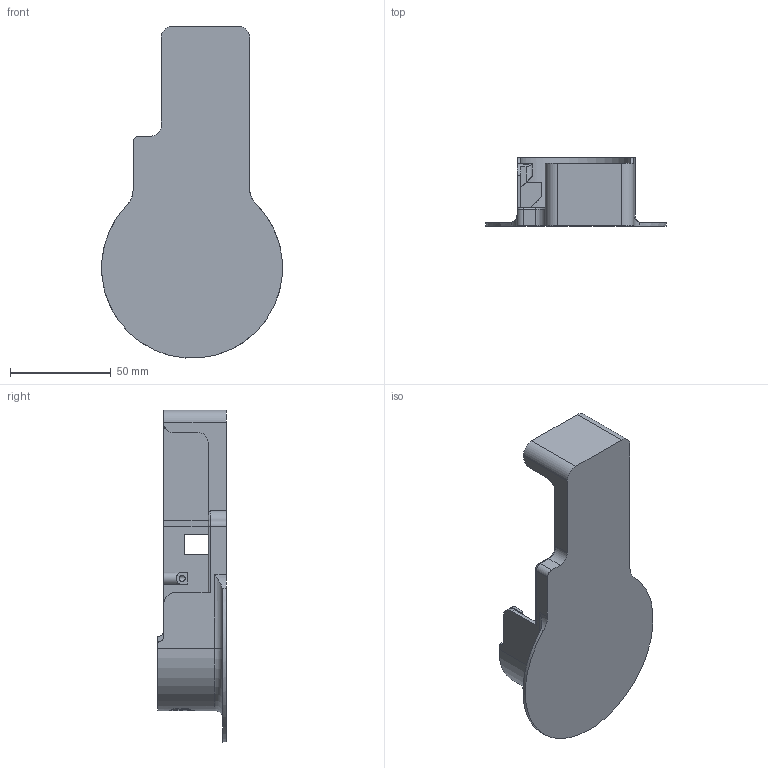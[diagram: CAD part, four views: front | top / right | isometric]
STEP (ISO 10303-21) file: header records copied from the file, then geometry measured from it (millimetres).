
FILE_DESCRIPTION(/* description */ (''),/* implementation_level */ '2;1');
FILE_NAME(/* name */ 'Base del brazo y circuito.step',/* time_stamp */ '2024-08-16T11:23:36-05:00',/* author */ (''),/* organization */ (''),/* preprocessor_version */ 'ST-DEVELOPER v20',/* originating_system */ 'Autodesk Translation Framework v13.14.0.145',/* authorisation */ '');
FILE_SCHEMA (('AUTOMOTIVE_DESIGN { 1 0 10303 214 3 1 1 }'));
Length unit declared in the file: millimetre
Products named in the file (1): Base del brazo y circuito
Bounding box: 89.83 x 34.05 x 165.12 mm (x, y, z)
Volume: 52990 mm3; surface area: 41457.4 mm2
Topology: 1 solids, 1 shells, 356 faces, 1031 edges, 685 vertices
Faces by surface type: bspline 246, plane 61, cylinder 45, torus 3, cone 1
Full cylindrical faces by diameter (mm): 1.5 x4, 2 x2, 3 x3, 6 x3
Entity records: 15297 total; most frequent: CARTESIAN_POINT 7500, ORIENTED_EDGE 2064, EDGE_CURVE 1032, DIRECTION 840, VERTEX_POINT 685, B_SPLINE_CURVE_WITH_KNOTS 503, LINE 436, VECTOR 436
